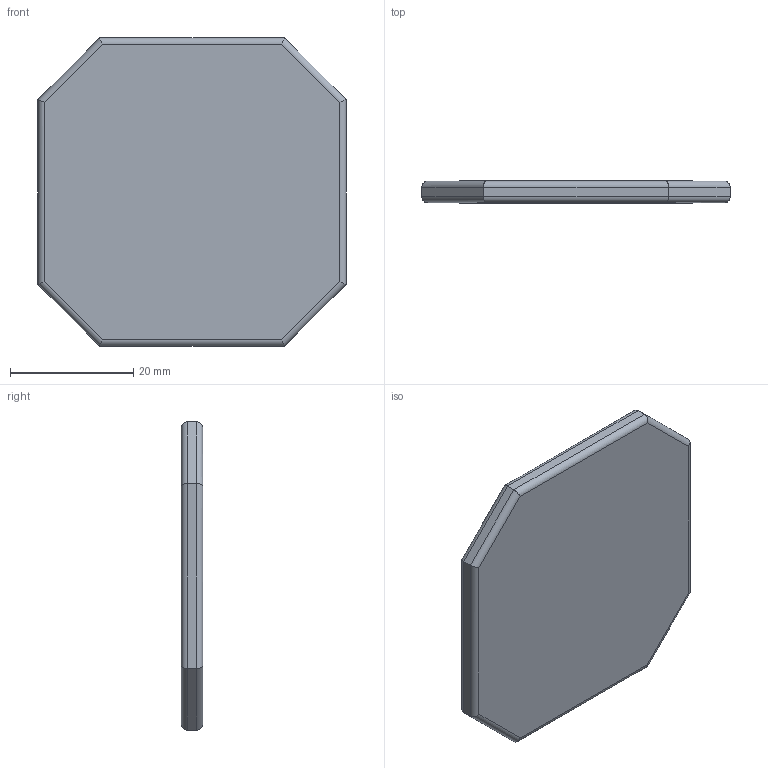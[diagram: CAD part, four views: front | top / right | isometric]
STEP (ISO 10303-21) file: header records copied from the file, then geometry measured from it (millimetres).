
FILE_DESCRIPTION(/* description */ (''),/* implementation_level */ '2;1');
FILE_NAME(/* name */ 'witch.step',/* time_stamp */ '2022-02-05T23:48:09-06:00',/* author */ (''),/* organization */ (''),/* preprocessor_version */ 'ST-DEVELOPER v18.1',/* originating_system */ 'Autodesk Translation Framework v10.13.0.1454',/* authorisation */ '');
FILE_SCHEMA (('AUTOMOTIVE_DESIGN { 1 0 10303 214 3 1 1 }'));
Length unit declared in the file: millimetre
Products named in the file (1): Untitled
Bounding box: 50 x 3.5 x 50 mm (x, y, z)
Volume: 6669.7 mm3; surface area: 7904 mm2
Topology: 5 solids, 5 shells, 69 faces, 157 edges, 102 vertices
Faces by surface type: plane 38, cylinder 28, bspline 3
Full cylindrical faces by diameter (mm): 5.1 x4
Entity records: 3719 total; most frequent: CARTESIAN_POINT 2100, DIRECTION 325, ORIENTED_EDGE 314, EDGE_CURVE 157, LINE 111, VECTOR 111, AXIS2_PLACEMENT_3D 107, VERTEX_POINT 102
